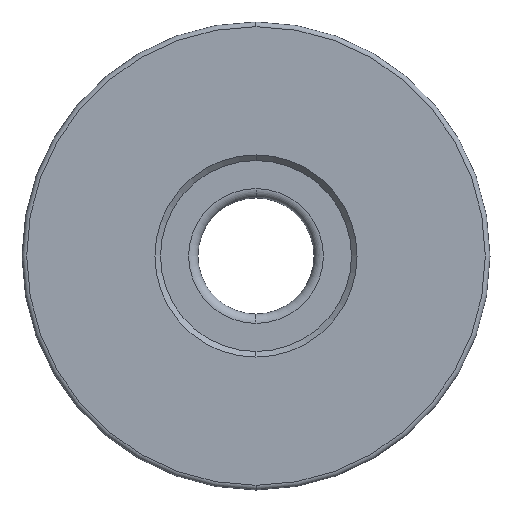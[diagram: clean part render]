
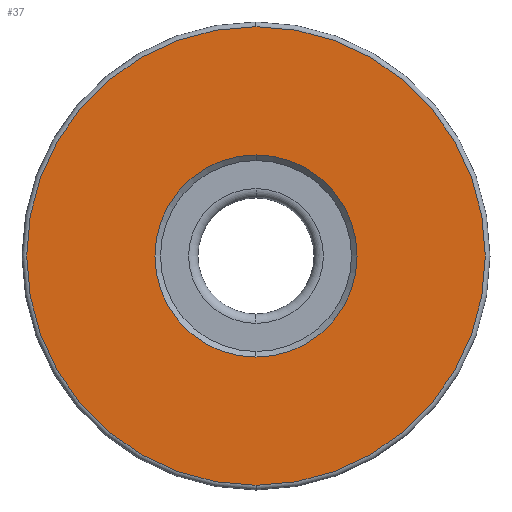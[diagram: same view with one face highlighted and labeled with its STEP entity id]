
A CAD part, front view. The second image highlights one B-rep face of the part: STEP entity #37.
In plain terms, the highlighted planar face has unit normal (0, -1, 0).
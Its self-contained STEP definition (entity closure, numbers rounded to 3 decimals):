
#15 = CARTESIAN_POINT ( 'NONE',  ( -4.682, -6.095, 12.75 ) ) ;
#18 = AXIS2_PLACEMENT_3D ( 'NONE', #93, #280, #425 ) ;
#25 = CARTESIAN_POINT ( 'NONE',  ( -4.682, -6.095, 25. ) ) ;
#37 = ADVANCED_FACE ( 'NONE', ( #296, #213 ), #488, .F. ) ;
#55 = CIRCLE ( 'NONE', #399, 12.25 ) ;
#67 = DIRECTION ( 'NONE',  ( 0., -1., 0. ) ) ;
#74 = DIRECTION ( 'NONE',  ( 0., 0., 1. ) ) ;
#83 = EDGE_CURVE ( 'NONE', #107, #99, #140, .T. ) ;
#90 = ORIENTED_EDGE ( 'NONE', *, *, #224, .T. ) ;
#93 = CARTESIAN_POINT ( 'NONE',  ( -4.682, -6.095, 25. ) ) ;
#96 = CIRCLE ( 'NONE', #18, 5.4 ) ;
#99 = VERTEX_POINT ( 'NONE', #15 ) ;
#107 = VERTEX_POINT ( 'NONE', #153 ) ;
#108 = CARTESIAN_POINT ( 'NONE',  ( -4.682, -6.095, 19.6 ) ) ;
#109 = DIRECTION ( 'NONE',  ( 0., 1., 0. ) ) ;
#113 = CARTESIAN_POINT ( 'NONE',  ( -4.682, -6.095, 25. ) ) ;
#137 = EDGE_LOOP ( 'NONE', ( #90, #223 ) ) ;
#140 = CIRCLE ( 'NONE', #570, 12.25 ) ;
#153 = CARTESIAN_POINT ( 'NONE',  ( -4.682, -6.095, 37.25 ) ) ;
#198 = DIRECTION ( 'NONE',  ( 0., -1., 0. ) ) ;
#200 = CARTESIAN_POINT ( 'NONE',  ( -4.682, -6.095, 25. ) ) ;
#212 = CARTESIAN_POINT ( 'NONE',  ( -4.682, -6.095, 30.4 ) ) ;
#213 = FACE_BOUND ( 'NONE', #137, .T. ) ;
#223 = ORIENTED_EDGE ( 'NONE', *, *, #337, .T. ) ;
#224 = EDGE_CURVE ( 'NONE', #343, #612, #96, .T. ) ;
#280 = DIRECTION ( 'NONE',  ( 0., 1., 0. ) ) ;
#296 = FACE_OUTER_BOUND ( 'NONE', #406, .T. ) ;
#337 = EDGE_CURVE ( 'NONE', #612, #343, #408, .T. ) ;
#343 = VERTEX_POINT ( 'NONE', #108 ) ;
#369 = ORIENTED_EDGE ( 'NONE', *, *, #83, .T. ) ;
#376 = EDGE_CURVE ( 'NONE', #99, #107, #55, .T. ) ;
#396 = CARTESIAN_POINT ( 'NONE',  ( -4.682, -6.095, 25. ) ) ;
#399 = AXIS2_PLACEMENT_3D ( 'NONE', #200, #67, #438 ) ;
#406 = EDGE_LOOP ( 'NONE', ( #369, #469 ) ) ;
#408 = CIRCLE ( 'NONE', #497, 5.4 ) ;
#425 = DIRECTION ( 'NONE',  ( 0., 0., 1. ) ) ;
#435 = DIRECTION ( 'NONE',  ( 0., 1., 0. ) ) ;
#436 = DIRECTION ( 'NONE',  ( 0., 0., 1. ) ) ;
#438 = DIRECTION ( 'NONE',  ( 0., 0., 1. ) ) ;
#469 = ORIENTED_EDGE ( 'NONE', *, *, #376, .T. ) ;
#488 = PLANE ( 'NONE',  #506 ) ;
#490 = DIRECTION ( 'NONE',  ( 0., 0., 1. ) ) ;
#497 = AXIS2_PLACEMENT_3D ( 'NONE', #25, #435, #490 ) ;
#506 = AXIS2_PLACEMENT_3D ( 'NONE', #113, #109, #74 ) ;
#570 = AXIS2_PLACEMENT_3D ( 'NONE', #396, #198, #436 ) ;
#612 = VERTEX_POINT ( 'NONE', #212 ) ;
